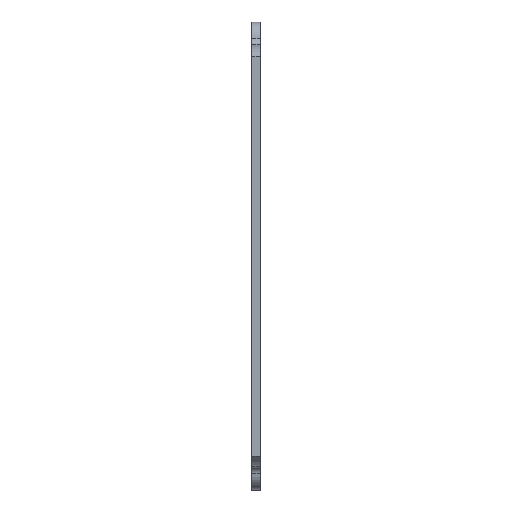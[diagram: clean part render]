
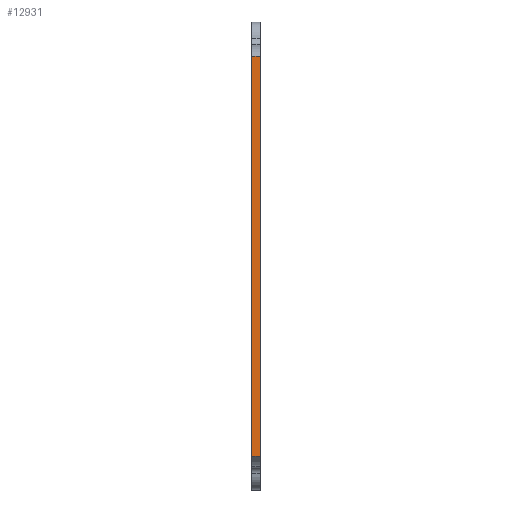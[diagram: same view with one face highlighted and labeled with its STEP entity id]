
A CAD part, left-side view. The second image highlights one B-rep face of the part: STEP entity #12931.
In plain terms, the highlighted planar face has unit normal (-1, 0, 0).
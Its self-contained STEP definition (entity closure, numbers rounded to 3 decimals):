
#461=PLANE('',#14204);
#1083=FACE_OUTER_BOUND('',#1718,.T.);
#1718=EDGE_LOOP('',(#10656,#10657,#10658,#10659));
#3103=LINE('',#21769,#4352);
#3104=LINE('',#21772,#4353);
#3105=LINE('',#21774,#4354);
#3106=LINE('',#21775,#4355);
#4352=VECTOR('',#17955,10.);
#4353=VECTOR('',#17958,10.);
#4354=VECTOR('',#17959,10.);
#4355=VECTOR('',#17960,10.);
#6259=VERTEX_POINT('',#21765);
#6260=VERTEX_POINT('',#21767);
#6261=VERTEX_POINT('',#21771);
#6262=VERTEX_POINT('',#21773);
#8141=EDGE_CURVE('',#6259,#6260,#3103,.T.);
#8142=EDGE_CURVE('',#6261,#6259,#3104,.T.);
#8143=EDGE_CURVE('',#6262,#6260,#3105,.T.);
#8144=EDGE_CURVE('',#6261,#6262,#3106,.T.);
#10656=ORIENTED_EDGE('',*,*,#8142,.T.);
#10657=ORIENTED_EDGE('',*,*,#8141,.T.);
#10658=ORIENTED_EDGE('',*,*,#8143,.F.);
#10659=ORIENTED_EDGE('',*,*,#8144,.F.);
#12931=ADVANCED_FACE('',(#1083),#461,.T.);
#14204=AXIS2_PLACEMENT_3D('',#21770,#17956,#17957);
#17955=DIRECTION('',(0.,-1.,0.));
#17956=DIRECTION('center_axis',(-1.,0.,0.));
#17957=DIRECTION('ref_axis',(0.,0.,-1.));
#17958=DIRECTION('',(0.,0.,-1.));
#17959=DIRECTION('',(0.,0.,-1.));
#17960=DIRECTION('',(0.,-1.,0.));
#21765=CARTESIAN_POINT('',(-0.475,0.,-0.475));
#21767=CARTESIAN_POINT('',(-0.475,-1.6,-0.475));
#21769=CARTESIAN_POINT('',(-0.475,0.,-0.475));
#21770=CARTESIAN_POINT('Origin',(-0.475,0.,76.675));
#21771=CARTESIAN_POINT('',(-0.475,0.,76.675));
#21772=CARTESIAN_POINT('',(-0.475,0.,76.675));
#21773=CARTESIAN_POINT('',(-0.475,-1.6,76.675));
#21774=CARTESIAN_POINT('',(-0.475,-1.6,76.675));
#21775=CARTESIAN_POINT('',(-0.475,0.,76.675));
